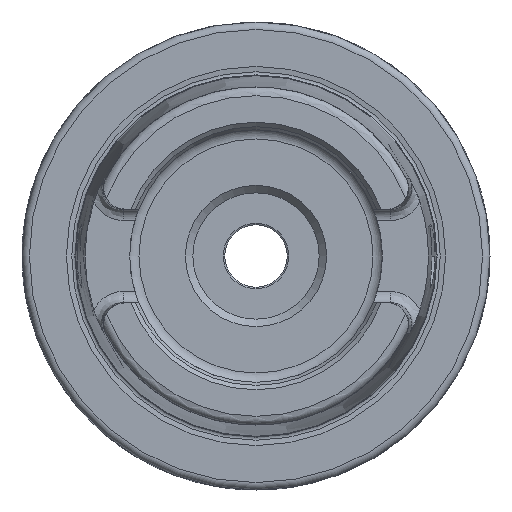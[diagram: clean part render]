
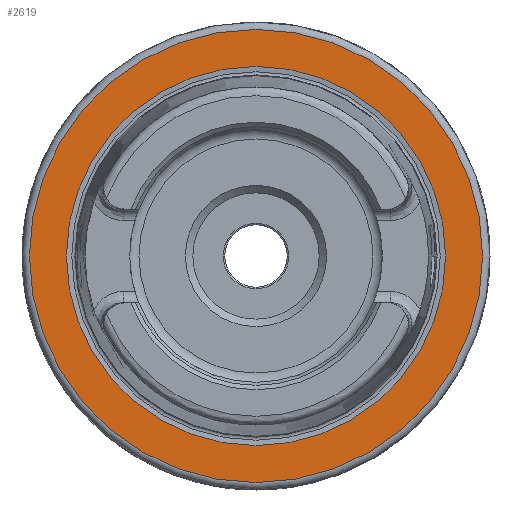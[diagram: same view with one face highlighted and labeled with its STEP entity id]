
A CAD part, left-side view. The second image highlights one B-rep face of the part: STEP entity #2619.
In plain terms, the highlighted planar face has unit normal (-1, 0, 0).
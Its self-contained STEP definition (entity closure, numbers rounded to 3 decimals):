
#99=PLANE('',#2927);
#288=FACE_OUTER_BOUND('',#622,.T.);
#452=CIRCLE('',#2925,25.521);
#453=CIRCLE('',#2926,25.521);
#454=CIRCLE('',#2928,30.5);
#455=CIRCLE('',#2929,30.5);
#472=FACE_BOUND('',#623,.T.);
#622=EDGE_LOOP('',(#2450,#2451));
#623=EDGE_LOOP('',(#2452,#2453));
#1227=VERTEX_POINT('',#6251);
#1228=VERTEX_POINT('',#6253);
#1229=VERTEX_POINT('',#6257);
#1230=VERTEX_POINT('',#6258);
#1636=EDGE_CURVE('',#1228,#1227,#452,.T.);
#1637=EDGE_CURVE('',#1227,#1228,#453,.T.);
#1638=EDGE_CURVE('',#1229,#1230,#454,.T.);
#1639=EDGE_CURVE('',#1230,#1229,#455,.T.);
#2450=ORIENTED_EDGE('',*,*,#1638,.F.);
#2451=ORIENTED_EDGE('',*,*,#1639,.F.);
#2452=ORIENTED_EDGE('',*,*,#1636,.T.);
#2453=ORIENTED_EDGE('',*,*,#1637,.T.);
#2619=ADVANCED_FACE('',(#288,#472),#99,.T.);
#2925=AXIS2_PLACEMENT_3D('',#6254,#3608,#3609);
#2926=AXIS2_PLACEMENT_3D('',#6255,#3610,#3611);
#2927=AXIS2_PLACEMENT_3D('',#6256,#3612,#3613);
#2928=AXIS2_PLACEMENT_3D('',#6259,#3614,#3615);
#2929=AXIS2_PLACEMENT_3D('',#6260,#3616,#3617);
#3608=DIRECTION('center_axis',(1.,0.,0.));
#3609=DIRECTION('ref_axis',(0.,0.,-1.));
#3610=DIRECTION('center_axis',(1.,0.,0.));
#3611=DIRECTION('ref_axis',(0.,0.,-1.));
#3612=DIRECTION('center_axis',(-1.,0.,0.));
#3613=DIRECTION('ref_axis',(0.,0.,1.));
#3614=DIRECTION('center_axis',(1.,0.,0.));
#3615=DIRECTION('ref_axis',(0.,0.,-1.));
#3616=DIRECTION('center_axis',(1.,0.,0.));
#3617=DIRECTION('ref_axis',(0.,0.,-1.));
#6251=CARTESIAN_POINT('',(0.,-25.521,0.));
#6253=CARTESIAN_POINT('',(0.,25.521,0.));
#6254=CARTESIAN_POINT('Origin',(0.,0.,
0.));
#6255=CARTESIAN_POINT('Origin',(0.,0.,
0.));
#6256=CARTESIAN_POINT('Origin',(0.,30.5,0.));
#6257=CARTESIAN_POINT('',(0.,30.5,0.));
#6258=CARTESIAN_POINT('',(0.,0.,30.5));
#6259=CARTESIAN_POINT('Origin',(0.,0.,
0.));
#6260=CARTESIAN_POINT('Origin',(0.,0.,
0.));
